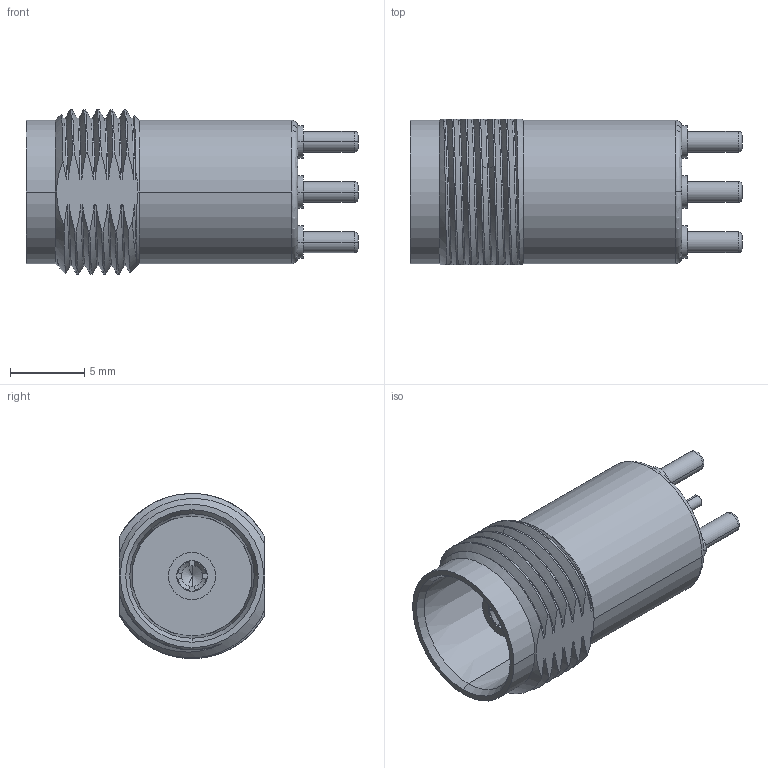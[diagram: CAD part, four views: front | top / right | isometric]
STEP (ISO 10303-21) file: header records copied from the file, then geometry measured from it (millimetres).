
FILE_DESCRIPTION((''),'2;1');
FILE_NAME('31-71063_SW0001','2020-05-08T',('Clement'),(''),'CREO PARAMETRIC BY PTC INC, 2018360','CREO PARAMETRIC BY PTC INC, 2018360','');
FILE_SCHEMA(('CONFIG_CONTROL_DESIGN'));
Length unit declared in the file: millimetre
Products named in the file (1): 31-71063_SW0001
Bounding box: 22.35 x 9.8 x 11.1 mm (x, y, z)
Volume: 968.9 mm3; surface area: 1640.3 mm2
Topology: 1 solids, 1 shells, 167 faces, 448 edges, 289 vertices
Faces by surface type: plane 47, cylinder 44, bspline 42, cone 24, torus 10
Entity records: 7803 total; most frequent: CARTESIAN_POINT 3889, ORIENTED_EDGE 892, DIRECTION 690, EDGE_CURVE 446, VERTEX_POINT 289, AXIS2_PLACEMENT_3D 269, EDGE_LOOP 175, FACE_OUTER_BOUND 167
